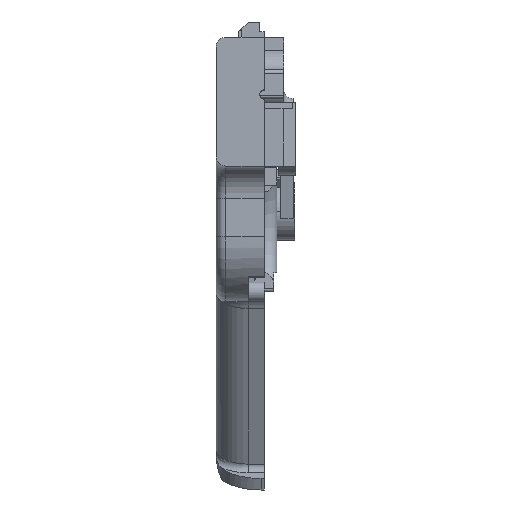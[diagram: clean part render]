
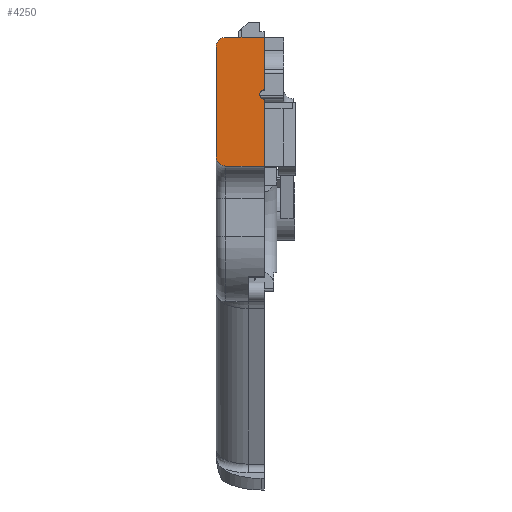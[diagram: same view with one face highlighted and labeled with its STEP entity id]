
A CAD part, top view. The second image highlights one B-rep face of the part: STEP entity #4250.
In plain terms, the highlighted planar face has unit normal (0, 0, 1).
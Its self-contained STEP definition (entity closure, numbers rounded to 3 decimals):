
#373=CIRCLE('',#4642,3.);
#375=CIRCLE('',#4645,1.5);
#376=CIRCLE('',#4646,3.);
#574=FACE_OUTER_BOUND('',#816,.T.);
#816=EDGE_LOOP('',(#3414,#3415,#3416,#3417,#3418,#3419,#3420,#3421));
#1124=LINE('',#7462,#1492);
#1129=LINE('',#7477,#1497);
#1135=LINE('',#7575,#1503);
#1136=LINE('',#7577,#1504);
#1137=LINE('',#7579,#1505);
#1492=VECTOR('',#5497,10.);
#1497=VECTOR('',#5508,10.);
#1503=VECTOR('',#5526,10.);
#1504=VECTOR('',#5527,10.);
#1505=VECTOR('',#5530,10.);
#1890=VERTEX_POINT('',#7459);
#1891=VERTEX_POINT('',#7461);
#1897=VERTEX_POINT('',#7474);
#1898=VERTEX_POINT('',#7476);
#1909=VERTEX_POINT('',#7567);
#1911=VERTEX_POINT('',#7573);
#1912=VERTEX_POINT('',#7574);
#1913=VERTEX_POINT('',#7576);
#2421=EDGE_CURVE('',#1890,#1891,#1124,.T.);
#2428=EDGE_CURVE('',#1897,#1898,#1129,.T.);
#2440=EDGE_CURVE('',#1898,#1909,#373,.T.);
#2443=EDGE_CURVE('',#1911,#1912,#1135,.T.);
#2444=EDGE_CURVE('',#1913,#1911,#1136,.T.);
#2445=EDGE_CURVE('',#1891,#1913,#375,.T.);
#2446=EDGE_CURVE('',#1909,#1890,#1137,.T.);
#2447=EDGE_CURVE('',#1912,#1897,#376,.T.);
#3414=ORIENTED_EDGE('',*,*,#2443,.F.);
#3415=ORIENTED_EDGE('',*,*,#2444,.F.);
#3416=ORIENTED_EDGE('',*,*,#2445,.F.);
#3417=ORIENTED_EDGE('',*,*,#2421,.F.);
#3418=ORIENTED_EDGE('',*,*,#2446,.F.);
#3419=ORIENTED_EDGE('',*,*,#2440,.F.);
#3420=ORIENTED_EDGE('',*,*,#2428,.F.);
#3421=ORIENTED_EDGE('',*,*,#2447,.F.);
#4074=PLANE('',#4644);
#4250=ADVANCED_FACE('',(#574),#4074,.F.);
#4642=AXIS2_PLACEMENT_3D('',#7568,#5519,#5520);
#4644=AXIS2_PLACEMENT_3D('',#7572,#5524,#5525);
#4645=AXIS2_PLACEMENT_3D('',#7578,#5528,#5529);
#4646=AXIS2_PLACEMENT_3D('',#7580,#5531,#5532);
#5497=DIRECTION('',(0.,-1.,0.));
#5508=DIRECTION('',(0.,1.,0.));
#5519=DIRECTION('center_axis',(0.,0.,-1.));
#5520=DIRECTION('ref_axis',(-0.707,0.707,0.));
#5524=DIRECTION('center_axis',(0.,0.,-1.));
#5525=DIRECTION('ref_axis',(0.,-1.,0.));
#5526=DIRECTION('',(-1.,0.,0.));
#5527=DIRECTION('',(0.,-1.,0.));
#5528=DIRECTION('center_axis',(0.,0.,1.));
#5529=DIRECTION('ref_axis',(0.,1.,0.));
#5530=DIRECTION('',(1.,0.,0.));
#5531=DIRECTION('center_axis',(0.,0.,-1.));
#5532=DIRECTION('ref_axis',(-0.707,-0.707,0.));
#7459=CARTESIAN_POINT('',(0.,0.,-103.608));
#7461=CARTESIAN_POINT('',(0.,-16.3,-103.608));
#7462=CARTESIAN_POINT('',(0.,-24.188,-103.608));
#7474=CARTESIAN_POINT('',(-15.,-37.,-103.608));
#7476=CARTESIAN_POINT('',(-15.,-3.,-103.608));
#7477=CARTESIAN_POINT('',(-15.,-58.998,-103.608));
#7567=CARTESIAN_POINT('',(-12.,0.,-103.608));
#7568=CARTESIAN_POINT('Origin',(-12.,-3.,-103.608));
#7572=CARTESIAN_POINT('Origin',(0.,9.21,-103.608));
#7573=CARTESIAN_POINT('',(0.,-40.,-103.608));
#7574=CARTESIAN_POINT('',(-12.,-40.,-103.608));
#7575=CARTESIAN_POINT('',(0.,-40.,-103.608));
#7576=CARTESIAN_POINT('',(0.,-19.3,-103.608));
#7577=CARTESIAN_POINT('',(0.,-24.188,-103.608));
#7578=CARTESIAN_POINT('Origin',(0.,-17.8,-103.608));
#7579=CARTESIAN_POINT('',(0.,0.,-103.608));
#7580=CARTESIAN_POINT('Origin',(-12.,-37.,-103.608));
